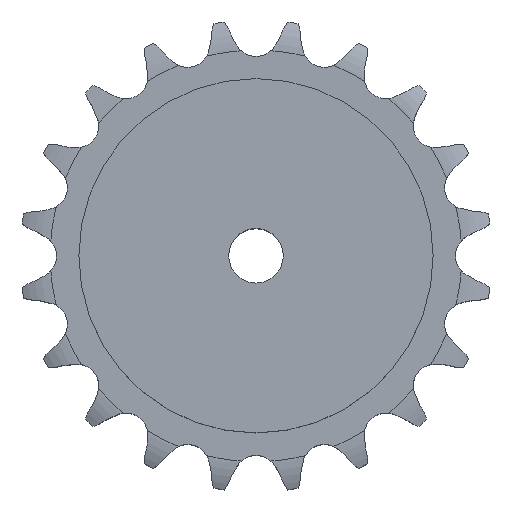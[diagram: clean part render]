
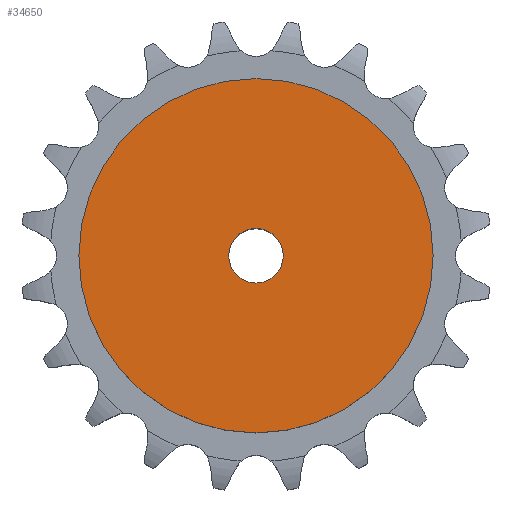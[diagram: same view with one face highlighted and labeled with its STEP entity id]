
A CAD part, top view. The second image highlights one B-rep face of the part: STEP entity #34650.
In plain terms, the highlighted planar face has unit normal (0, 0, 1).
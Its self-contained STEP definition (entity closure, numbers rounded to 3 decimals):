
#18565 = CYLINDRICAL_SURFACE('',#18566,10.);
#18566 = AXIS2_PLACEMENT_3D('',#18567,#18568,#18569);
#18567 = CARTESIAN_POINT('',(0.,0.,277.774));
#18568 = DIRECTION('',(0.,0.,1.));
#18569 = DIRECTION('',(1.,0.,0.));
#23697 = EDGE_CURVE('',#23698,#23698,#23700,.T.);
#23698 = VERTEX_POINT('',#23699);
#23699 = CARTESIAN_POINT('',(10.,0.,70.));
#23700 = SURFACE_CURVE('',#23701,(#23706,#23713),.PCURVE_S1.);
#23701 = CIRCLE('',#23702,10.);
#23702 = AXIS2_PLACEMENT_3D('',#23703,#23704,#23705);
#23703 = CARTESIAN_POINT('',(0.,0.,70.));
#23704 = DIRECTION('',(0.,0.,1.));
#23705 = DIRECTION('',(1.,0.,0.));
#23706 = PCURVE('',#18565,#23707);
#23707 = DEFINITIONAL_REPRESENTATION('',(#23708),#23712);
#23708 = LINE('',#23709,#23710);
#23709 = CARTESIAN_POINT('',(0.,-207.774));
#23710 = VECTOR('',#23711,1.);
#23711 = DIRECTION('',(1.,0.));
#23712 = ( GEOMETRIC_REPRESENTATION_CONTEXT(2) 
PARAMETRIC_REPRESENTATION_CONTEXT() REPRESENTATION_CONTEXT('2D SPACE',''
  ) );
#23713 = PCURVE('',#23714,#23719);
#23714 = PLANE('',#23715);
#23715 = AXIS2_PLACEMENT_3D('',#23716,#23717,#23718);
#23716 = CARTESIAN_POINT('',(0.,0.,70.)
  );
#23717 = DIRECTION('',(0.,0.,1.));
#23718 = DIRECTION('',(1.,0.,0.));
#23719 = DEFINITIONAL_REPRESENTATION('',(#23720),#23724);
#23720 = CIRCLE('',#23721,10.);
#23721 = AXIS2_PLACEMENT_2D('',#23722,#23723);
#23722 = CARTESIAN_POINT('',(0.,0.));
#23723 = DIRECTION('',(1.,0.));
#23724 = ( GEOMETRIC_REPRESENTATION_CONTEXT(2) 
PARAMETRIC_REPRESENTATION_CONTEXT() REPRESENTATION_CONTEXT('2D SPACE',''
  ) );
#34650 = ADVANCED_FACE('',(#34651,#34682),#23714,.T.);
#34651 = FACE_BOUND('',#34652,.T.);
#34652 = EDGE_LOOP('',(#34653));
#34653 = ORIENTED_EDGE('',*,*,#34654,.T.);
#34654 = EDGE_CURVE('',#34655,#34655,#34657,.T.);
#34655 = VERTEX_POINT('',#34656);
#34656 = CARTESIAN_POINT('',(65.,0.,70.));
#34657 = SURFACE_CURVE('',#34658,(#34663,#34670),.PCURVE_S1.);
#34658 = CIRCLE('',#34659,65.);
#34659 = AXIS2_PLACEMENT_3D('',#34660,#34661,#34662);
#34660 = CARTESIAN_POINT('',(0.,0.,70.));
#34661 = DIRECTION('',(0.,0.,1.));
#34662 = DIRECTION('',(1.,0.,0.));
#34663 = PCURVE('',#23714,#34664);
#34664 = DEFINITIONAL_REPRESENTATION('',(#34665),#34669);
#34665 = CIRCLE('',#34666,65.);
#34666 = AXIS2_PLACEMENT_2D('',#34667,#34668);
#34667 = CARTESIAN_POINT('',(0.,0.));
#34668 = DIRECTION('',(1.,0.));
#34669 = ( GEOMETRIC_REPRESENTATION_CONTEXT(2) 
PARAMETRIC_REPRESENTATION_CONTEXT() REPRESENTATION_CONTEXT('2D SPACE',''
  ) );
#34670 = PCURVE('',#34671,#34676);
#34671 = CYLINDRICAL_SURFACE('',#34672,65.);
#34672 = AXIS2_PLACEMENT_3D('',#34673,#34674,#34675);
#34673 = CARTESIAN_POINT('',(0.,0.,0.));
#34674 = DIRECTION('',(-0.,-0.,-1.));
#34675 = DIRECTION('',(1.,0.,0.));
#34676 = DEFINITIONAL_REPRESENTATION('',(#34677),#34681);
#34677 = LINE('',#34678,#34679);
#34678 = CARTESIAN_POINT('',(-0.,-70.));
#34679 = VECTOR('',#34680,1.);
#34680 = DIRECTION('',(-1.,0.));
#34681 = ( GEOMETRIC_REPRESENTATION_CONTEXT(2) 
PARAMETRIC_REPRESENTATION_CONTEXT() REPRESENTATION_CONTEXT('2D SPACE',''
  ) );
#34682 = FACE_BOUND('',#34683,.T.);
#34683 = EDGE_LOOP('',(#34684));
#34684 = ORIENTED_EDGE('',*,*,#23697,.F.);
